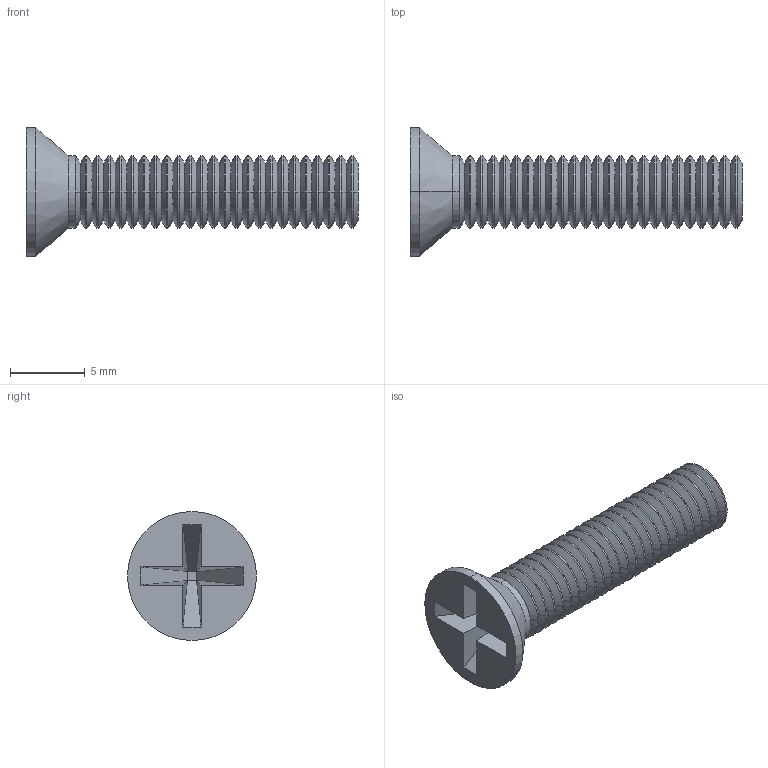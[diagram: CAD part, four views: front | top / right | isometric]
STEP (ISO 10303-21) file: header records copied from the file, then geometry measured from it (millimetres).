
FILE_DESCRIPTION (( 'STEP AP203' ), '1' );
FILE_NAME ('flat head screw_quanser ansi inch_CR-FHMS 0.19-32x0.875x0.875-S_sldprt.STEP', '2016-06-02T17:09:16', ( 'Shusen Zhang' ), ( 'MathWorks' ), 'SwSTEP 2.0', 'SolidWorks 2015', '' );
FILE_SCHEMA (( 'CONFIG_CONTROL_DESIGN' ));
Length unit declared in the file: inch
Products named in the file (1): flat head screw_quanser ansi inch_CR-FHMS 0.19-32x0.875x0.875-S_sldprt
Bounding box: 22.23 x 8.64 x 8.64 mm (x, y, z)
Volume: 392.5 mm3; surface area: 632.4 mm2
Topology: 1 solids, 1 shells, 167 faces, 432 edges, 268 vertices
Faces by surface type: cone 100, cylinder 52, plane 15
Entity records: 5237 total; most frequent: DIRECTION 1020, CARTESIAN_POINT 868, ORIENTED_EDGE 864, EDGE_CURVE 432, AXIS2_PLACEMENT_3D 420, VERTEX_POINT 268, CIRCLE 252, LINE 180
